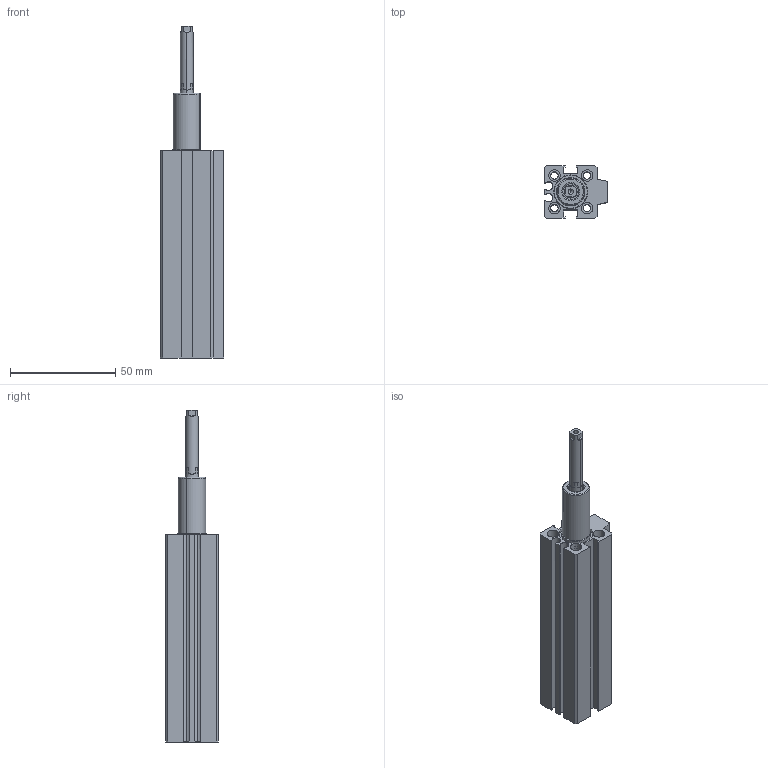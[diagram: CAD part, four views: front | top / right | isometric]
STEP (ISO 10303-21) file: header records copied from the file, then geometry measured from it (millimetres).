
FILE_DESCRIPTION(('CATIA V5 STEP Exchange'),'2;1');
FILE_NAME('SCQ_12_S_TUENKERS.stp','2021-01-18T12:04:50+00:00',('none'),('none'),'CATIA Version 5 Release 19 SP 9 (IN-10)','CATIA V5 STEP AP214','none');
FILE_SCHEMA(('AUTOMOTIVE_DESIGN { 1 0 10303 214 1 1 1 1 }'));
Length unit declared in the file: millimetre
Products named in the file (1): SCQ_12_S_TUENKERS
Bounding box: 30 x 25 x 157.9 mm (x, y, z)
Volume: 58918 mm3; surface area: 31934 mm2
Topology: 2 solids, 6 shells, 316 faces, 754 edges, 480 vertices
Faces by surface type: cylinder 130, plane 106, cone 42, torus 34, sphere 4
Entity records: 12065 total; most frequent: CARTESIAN_POINT 3042, ORIENTED_EDGE 1492, DIRECTION 1208, EDGE_CURVE 746, AXIS2_PLACEMENT_3D 591, VERTEX_POINT 480, EDGE_LOOP 374, VECTOR 316
